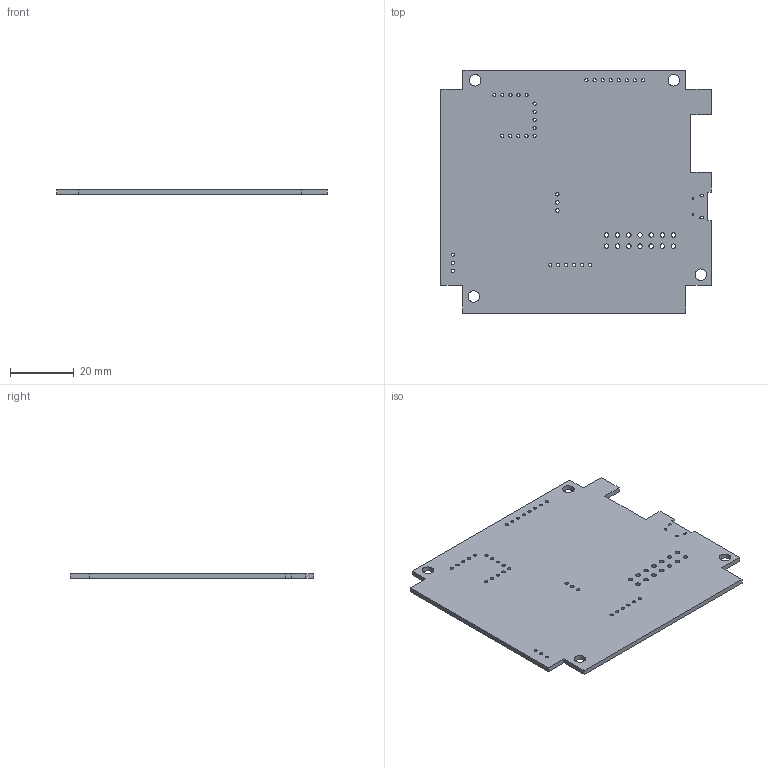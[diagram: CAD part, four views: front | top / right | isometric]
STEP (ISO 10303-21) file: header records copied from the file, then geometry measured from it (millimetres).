
FILE_DESCRIPTION(('KiCad electronic assembly'),'2;1');
FILE_NAME('Option1.step','2025-08-19T13:51:55',('Pcbnew'),('Kicad'), 'Open CASCADE STEP processor 7.8','KiCad to STEP converter','Unknown' );
FILE_SCHEMA(('AUTOMOTIVE_DESIGN { 1 0 10303 214 1 1 1 1 }'));
Length unit declared in the file: millimetre
Products named in the file (2): Option1 1; Option1_PCB
Assembly tree (1 placements, depth 2):
  Option1 1
    Option1_PCB
Bounding box: 84.98 x 76.5 x 1.51 mm (x, y, z)
Volume: 9151.5 mm3; surface area: 12971.2 mm2
Topology: 1 solids, 1 shells, 96 faces, 282 edges, 188 vertices
Faces by surface type: cylinder 60, plane 36
Full cylindrical faces by diameter (mm): 1 x31, 1.1 x3, 1.4 x14, 3.6 x4
Entity records: 3507 total; most frequent: DIRECTION 598, CARTESIAN_POINT 568, ORIENTED_EDGE 564, EDGE_CURVE 282, AXIS2_PLACEMENT_3D 218, FACE_BOUND 208, EDGE_LOOP 208, VERTEX_POINT 188
